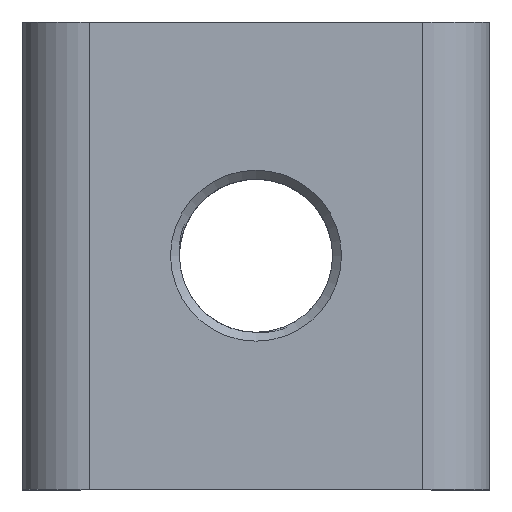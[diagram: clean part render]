
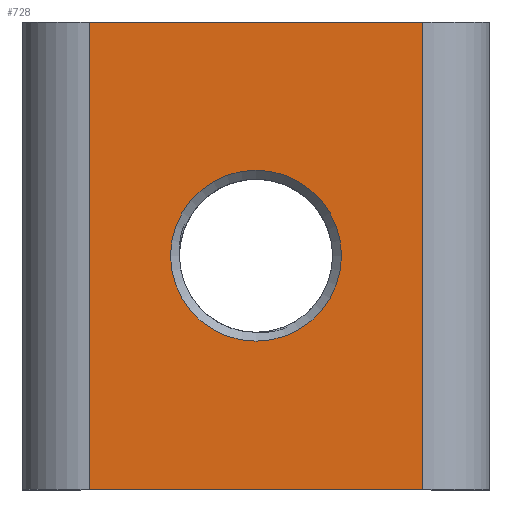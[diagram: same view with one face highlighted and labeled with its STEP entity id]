
A CAD part, top view. The second image highlights one B-rep face of the part: STEP entity #728.
In plain terms, the highlighted planar face has unit normal (0, 0, 1).
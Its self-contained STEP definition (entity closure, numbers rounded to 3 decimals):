
#89=LINE('',#1740,#157);
#90=LINE('',#1746,#158);
#91=LINE('',#1748,#159);
#92=LINE('',#1750,#160);
#157=VECTOR('',#940,1000.);
#158=VECTOR('',#947,1000.);
#159=VECTOR('',#948,1000.);
#160=VECTOR('',#949,1000.);
#251=ORIENTED_EDGE('',*,*,#454,.T.);
#252=ORIENTED_EDGE('',*,*,#455,.T.);
#253=ORIENTED_EDGE('',*,*,#456,.F.);
#254=ORIENTED_EDGE('',*,*,#457,.F.);
#255=ORIENTED_EDGE('',*,*,#452,.T.);
#452=EDGE_CURVE('',#552,#551,#89,.T.);
#454=EDGE_CURVE('',#553,#553,#582,.T.);
#455=EDGE_CURVE('',#551,#554,#90,.T.);
#456=EDGE_CURVE('',#555,#554,#91,.T.);
#457=EDGE_CURVE('',#552,#555,#92,.T.);
#551=VERTEX_POINT('',#1739);
#552=VERTEX_POINT('',#1741);
#553=VERTEX_POINT('',#1745);
#554=VERTEX_POINT('',#1747);
#555=VERTEX_POINT('',#1749);
#582=CIRCLE('',#802,1.463);
#603=EDGE_LOOP('',(#251));
#604=EDGE_LOOP('',(#252,#253,#254,#255));
#654=FACE_BOUND('',#603,.T.);
#655=FACE_BOUND('',#604,.T.);
#699=PLANE('',#801);
#728=ADVANCED_FACE('',(#654,#655),#699,.F.);
#801=AXIS2_PLACEMENT_3D('',#1743,#943,#944);
#802=AXIS2_PLACEMENT_3D('',#1744,#945,#946);
#940=DIRECTION('',(0.,-1.,0.));
#943=DIRECTION('',(0.,0.,-1.));
#944=DIRECTION('',(-1.,0.,0.));
#945=DIRECTION('',(0.,0.,-1.));
#946=DIRECTION('',(-1.,0.,0.));
#947=DIRECTION('',(1.,0.,0.));
#948=DIRECTION('',(0.,-1.,0.));
#949=DIRECTION('',(1.,0.,0.));
#1739=CARTESIAN_POINT('',(-2.85,-4.,5.6));
#1740=CARTESIAN_POINT('',(-2.85,4.,5.6));
#1741=CARTESIAN_POINT('',(-2.85,4.,5.6));
#1743=CARTESIAN_POINT('',(-2.85,4.,5.6));
#1744=CARTESIAN_POINT('',(0.,0.,5.6));
#1745=CARTESIAN_POINT('',(-1.463,0.,5.6));
#1746=CARTESIAN_POINT('',(-2.85,-4.,5.6));
#1747=CARTESIAN_POINT('',(2.85,-4.,5.6));
#1748=CARTESIAN_POINT('',(2.85,4.,5.6));
#1749=CARTESIAN_POINT('',(2.85,4.,5.6));
#1750=CARTESIAN_POINT('',(-2.85,4.,5.6));
